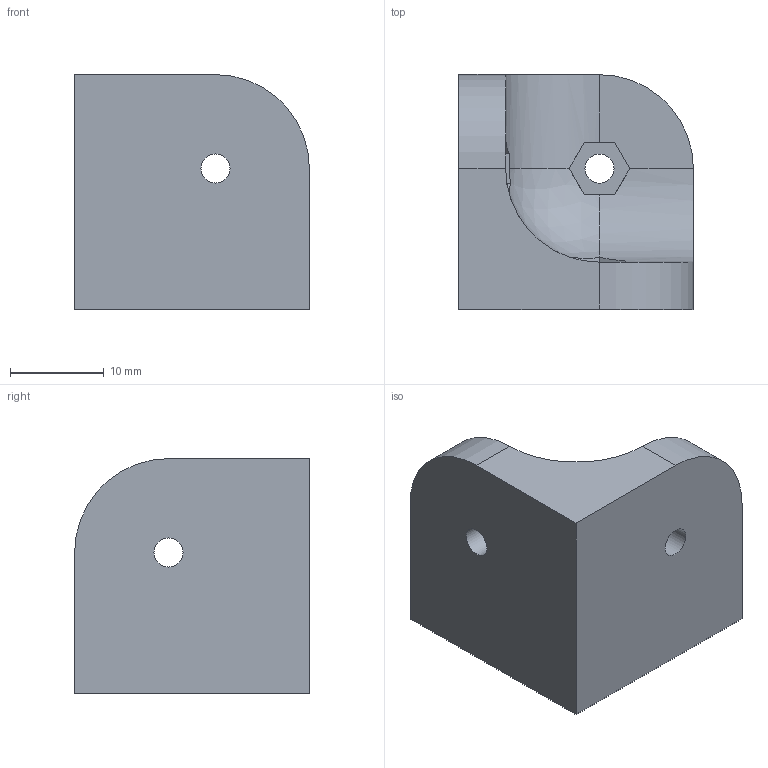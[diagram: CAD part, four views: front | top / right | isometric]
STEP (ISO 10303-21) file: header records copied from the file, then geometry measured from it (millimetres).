
FILE_DESCRIPTION((''),'2;1');
FILE_NAME('corner tab.ipt.step','2013-10-18T14:31:31',(''),(''),'Autodesk Inventor 2013','Autodesk Inventor 2013','');
FILE_SCHEMA(('AUTOMOTIVE_DESIGN { 1 0 10303 214 1 1 1 1 }'));
Length unit declared in the file: millimetre
Products named in the file (1): corner tab
Bounding box: 25 x 25 x 25 mm (x, y, z)
Volume: 8154.1 mm3; surface area: 3534.8 mm2
Topology: 1 solids, 1 shells, 40 faces, 102 edges, 64 vertices
Faces by surface type: plane 30, cylinder 9, sphere 1
Full cylindrical faces by diameter (mm): 3.1 x3
Entity records: 1226 total; most frequent: DIRECTION 214, CARTESIAN_POINT 204, ORIENTED_EDGE 198, EDGE_CURVE 99, AXIS2_PLACEMENT_3D 74, VECTOR 66, LINE 66, VERTEX_POINT 64
